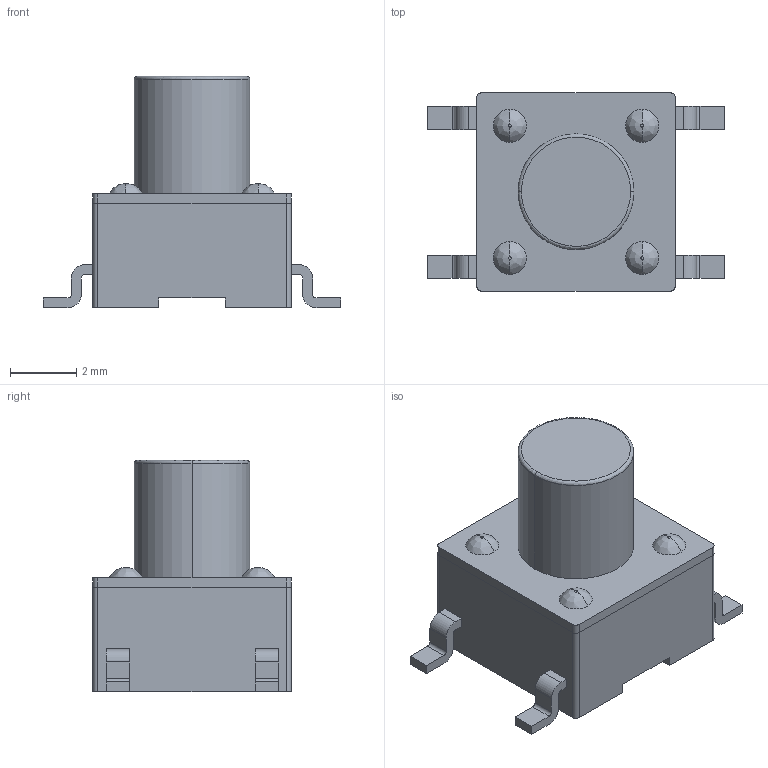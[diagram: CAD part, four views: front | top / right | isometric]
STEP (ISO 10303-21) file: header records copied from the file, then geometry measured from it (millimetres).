
FILE_DESCRIPTION (( 'STEP AP214' ), '1' );
FILE_NAME ('User Library-PTS645SL70SMTR92-LFS.STEP', '2018-05-06T20:30:08', ( '' ), ( '' ), 'SwSTEP 2.0', 'SolidWorks 2018', '' );
FILE_SCHEMA (( 'AUTOMOTIVE_DESIGN' ));
Length unit declared in the file: millimetre
Products named in the file (12): User Library-PTS645SL70SMTR92-LFS_9; User Library-PTS645SL70SMTR92-LFS_2; User Library-PTS645SL70SMTR92-LFS_10; User Library-PTS645SL70SMTR92-LFS_6; User Library-PTS645SL70SMTR92-LFS_4; User Library-PTS645SL70SMTR92-LFS_7; User Library-PTS645SL70SMTR92-LFS_5; User Library-PTS645SL70SMTR92-LFS_1; User Library-PTS645SL70SMTR92-LFS_11; User Library-PTS645SL70SMTR92-LFS_3; User Library-PTS645SL70SMTR92-LFS; User Library-PTS645SL70SMTR92-LFS_8
Assembly tree (11 placements, depth 2):
  User Library-PTS645SL70SMTR92-LFS
    User Library-PTS645SL70SMTR92-LFS_1
    User Library-PTS645SL70SMTR92-LFS_2
    User Library-PTS645SL70SMTR92-LFS_3
    User Library-PTS645SL70SMTR92-LFS_4
    User Library-PTS645SL70SMTR92-LFS_5
    User Library-PTS645SL70SMTR92-LFS_6
    User Library-PTS645SL70SMTR92-LFS_7
    User Library-PTS645SL70SMTR92-LFS_8
    User Library-PTS645SL70SMTR92-LFS_9
    User Library-PTS645SL70SMTR92-LFS_10
    User Library-PTS645SL70SMTR92-LFS_11
Bounding box: 9 x 6 x 7 mm (x, y, z)
Volume: 157.1 mm3; surface area: 313.5 mm2
Topology: 11 solids, 11 shells, 102 faces, 238 edges, 158 vertices
Faces by surface type: plane 66, cylinder 26, bspline 10
Entity records: 4687 total; most frequent: CARTESIAN_POINT 724, DIRECTION 510, ORIENTED_EDGE 476, EDGE_CURVE 238, AXIS2_PLACEMENT_3D 176, LINE 158, VECTOR 158, VERTEX_POINT 158
